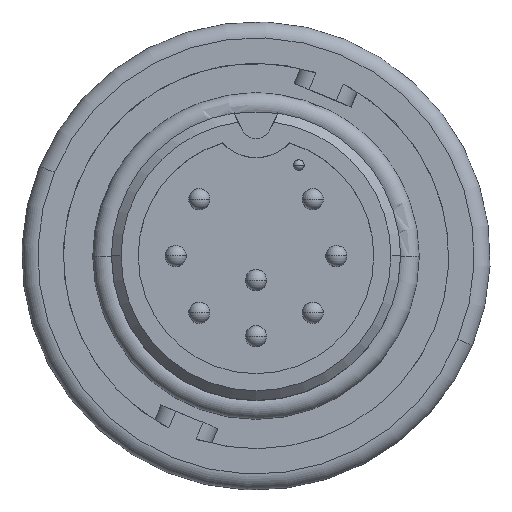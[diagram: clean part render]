
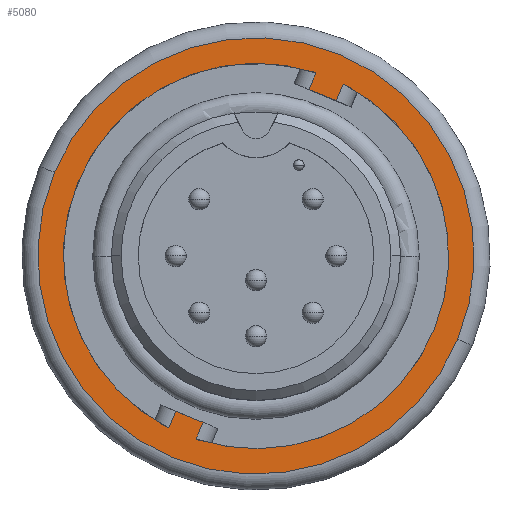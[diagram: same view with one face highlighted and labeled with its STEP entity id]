
A CAD part, top view. The second image highlights one B-rep face of the part: STEP entity #5080.
In plain terms, the highlighted planar face has unit normal (0, 0, 1).
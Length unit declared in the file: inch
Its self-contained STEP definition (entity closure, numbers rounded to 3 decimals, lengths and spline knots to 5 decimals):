
#125 = VERTEX_POINT ( 'NONE', #6165 ) ;
#278 = CARTESIAN_POINT ( 'NONE',  ( 0.1181, 0.35698, -0.09814 ) ) ;
#652 = DIRECTION ( 'NONE',  ( 0.924, -0.383, 0. ) ) ;
#893 = CIRCLE ( 'NONE', #6272, 0.36 ) ;
#1108 = LINE ( 'NONE', #11582, #8158 ) ;
#1235 = LINE ( 'NONE', #7746, #12041 ) ;
#1814 = CARTESIAN_POINT ( 'NONE',  ( 0., 0., -0.09814 ) ) ;
#1878 = VERTEX_POINT ( 'NONE', #7903 ) ;
#1954 = VECTOR ( 'NONE', #8712, 39.37008 ) ;
#2138 = CIRCLE ( 'NONE', #13062, 0.36 ) ;
#2200 = VERTEX_POINT ( 'NONE', #13928 ) ;
#2743 = EDGE_CURVE ( 'NONE', #16320, #14614, #893, .T. ) ;
#3197 = DIRECTION ( 'NONE',  ( 0., 0., 1. ) ) ;
#3321 = ORIENTED_EDGE ( 'NONE', *, *, #16101, .T. ) ;
#3335 = EDGE_CURVE ( 'NONE', #8767, #17438, #1108, .T. ) ;
#3568 = CIRCLE ( 'NONE', #12757, 0.4075 ) ;
#3926 = CARTESIAN_POINT ( 'NONE',  ( 0., 0., -0.09814 ) ) ;
#4663 = PLANE ( 'NONE',  #6725 ) ;
#4819 = VECTOR ( 'NONE', #6640, 39.37008 ) ;
#5080 = ADVANCED_FACE ( 'NONE', ( #14655, #10899 ), #4663, .T. ) ;
#5128 = EDGE_CURVE ( 'NONE', #5194, #8767, #14211, .T. ) ;
#5194 = VERTEX_POINT ( 'NONE', #14878 ) ;
#5322 = DIRECTION ( 'NONE',  ( 0.924, -0.383, 0. ) ) ;
#5610 = ORIENTED_EDGE ( 'NONE', *, *, #12367, .T. ) ;
#5646 = ORIENTED_EDGE ( 'NONE', *, *, #17921, .T. ) ;
#5691 = CARTESIAN_POINT ( 'NONE',  ( -0.14978, -0.28974, -0.09814 ) ) ;
#5931 = DIRECTION ( 'NONE',  ( 0., 0., 1. ) ) ;
#6165 = CARTESIAN_POINT ( 'NONE',  ( -0.09897, -0.31078, -0.09814 ) ) ;
#6228 = DIRECTION ( 'NONE',  ( 0.383, 0.924, 0. ) ) ;
#6272 = AXIS2_PLACEMENT_3D ( 'NONE', #1814, #5931, #11519 ) ;
#6316 = VERTEX_POINT ( 'NONE', #6859 ) ;
#6640 = DIRECTION ( 'NONE',  ( -0.924, 0.383, 0. ) ) ;
#6725 = AXIS2_PLACEMENT_3D ( 'NONE', #13135, #7554, #17359 ) ;
#6859 = CARTESIAN_POINT ( 'NONE',  ( -0.37648, 0.15594, -0.09814 ) ) ;
#7195 = ORIENTED_EDGE ( 'NONE', *, *, #5128, .F. ) ;
#7316 = VECTOR ( 'NONE', #17706, 39.37008 ) ;
#7509 = CARTESIAN_POINT ( 'NONE',  ( 0., 0., -0.09814 ) ) ;
#7554 = DIRECTION ( 'NONE',  ( 0., 0., 1. ) ) ;
#7587 = EDGE_CURVE ( 'NONE', #14614, #13764, #10398, .T. ) ;
#7668 = AXIS2_PLACEMENT_3D ( 'NONE', #17484, #9074, #652 ) ;
#7746 = CARTESIAN_POINT ( 'NONE',  ( -0.1181, -0.35698, -0.09814 ) ) ;
#7903 = CARTESIAN_POINT ( 'NONE',  ( 0.09897, 0.31078, -0.09814 ) ) ;
#7927 = AXIS2_PLACEMENT_3D ( 'NONE', #7509, #17314, #8904 ) ;
#8117 = ORIENTED_EDGE ( 'NONE', *, *, #7587, .F. ) ;
#8158 = VECTOR ( 'NONE', #16187, 39.37008 ) ;
#8187 = ORIENTED_EDGE ( 'NONE', *, *, #14892, .T. ) ;
#8712 = DIRECTION ( 'NONE',  ( -0.383, -0.924, 0. ) ) ;
#8767 = VERTEX_POINT ( 'NONE', #9955 ) ;
#8861 = ORIENTED_EDGE ( 'NONE', *, *, #2743, .F. ) ;
#8904 = DIRECTION ( 'NONE',  ( 0.924, -0.383, 0. ) ) ;
#8986 = CARTESIAN_POINT ( 'NONE',  ( -0.16891, -0.33593, -0.09814 ) ) ;
#9048 = EDGE_CURVE ( 'NONE', #1878, #17438, #17181, .T. ) ;
#9074 = DIRECTION ( 'NONE',  ( 0., 0., 1. ) ) ;
#9517 = CARTESIAN_POINT ( 'NONE',  ( 0.09897, 0.31078, -0.09814 ) ) ;
#9522 = ORIENTED_EDGE ( 'NONE', *, *, #14646, .F. ) ;
#9792 = EDGE_CURVE ( 'NONE', #9971, #6316, #3568, .T. ) ;
#9955 = CARTESIAN_POINT ( 'NONE',  ( 0.16277, 0.3211, -0.09814 ) ) ;
#9971 = VERTEX_POINT ( 'NONE', #10090 ) ;
#10090 = CARTESIAN_POINT ( 'NONE',  ( 0.37648, -0.15594, -0.09814 ) ) ;
#10398 = LINE ( 'NONE', #8986, #14158 ) ;
#10899 = FACE_OUTER_BOUND ( 'NONE', #16614, .T. ) ;
#11519 = DIRECTION ( 'NONE',  ( 0.924, -0.383, 0. ) ) ;
#11582 = CARTESIAN_POINT ( 'NONE',  ( 0.16891, 0.33593, -0.09814 ) ) ;
#11608 = CARTESIAN_POINT ( 'NONE',  ( 0., 0., -0.09814 ) ) ;
#11829 = CARTESIAN_POINT ( 'NONE',  ( 0.14978, 0.28974, -0.09814 ) ) ;
#11851 = LINE ( 'NONE', #16444, #4819 ) ;
#12041 = VECTOR ( 'NONE', #17485, 39.37008 ) ;
#12140 = ORIENTED_EDGE ( 'NONE', *, *, #9048, .T. ) ;
#12367 = EDGE_CURVE ( 'NONE', #16320, #1878, #16885, .T. ) ;
#12757 = AXIS2_PLACEMENT_3D ( 'NONE', #3926, #13756, #5322 ) ;
#13027 = DIRECTION ( 'NONE',  ( 0.924, -0.383, 0. ) ) ;
#13062 = AXIS2_PLACEMENT_3D ( 'NONE', #11608, #3197, #13027 ) ;
#13135 = CARTESIAN_POINT ( 'NONE',  ( 0., 0., -0.09814 ) ) ;
#13756 = DIRECTION ( 'NONE',  ( 0., 0., 1. ) ) ;
#13764 = VERTEX_POINT ( 'NONE', #5691 ) ;
#13928 = CARTESIAN_POINT ( 'NONE',  ( -0.11196, -0.34215, -0.09814 ) ) ;
#14100 = ORIENTED_EDGE ( 'NONE', *, *, #9792, .T. ) ;
#14158 = VECTOR ( 'NONE', #6228, 39.37008 ) ;
#14211 = CIRCLE ( 'NONE', #7668, 0.36 ) ;
#14434 = ORIENTED_EDGE ( 'NONE', *, *, #3335, .F. ) ;
#14614 = VERTEX_POINT ( 'NONE', #15722 ) ;
#14646 = EDGE_CURVE ( 'NONE', #2200, #5194, #2138, .T. ) ;
#14655 = FACE_BOUND ( 'NONE', #15532, .T. ) ;
#14878 = CARTESIAN_POINT ( 'NONE',  ( 0.3326, -0.13777, -0.09814 ) ) ;
#14892 = EDGE_CURVE ( 'NONE', #125, #13764, #11851, .T. ) ;
#15532 = EDGE_LOOP ( 'NONE', ( #9522, #3321, #8187, #8117, #8861, #5610, #12140, #14434, #7195 ) ) ;
#15722 = CARTESIAN_POINT ( 'NONE',  ( -0.16277, -0.3211, -0.09814 ) ) ;
#16101 = EDGE_CURVE ( 'NONE', #2200, #125, #1235, .T. ) ;
#16187 = DIRECTION ( 'NONE',  ( -0.383, -0.924, 0. ) ) ;
#16320 = VERTEX_POINT ( 'NONE', #18012 ) ;
#16444 = CARTESIAN_POINT ( 'NONE',  ( -0.09897, -0.31078, -0.09814 ) ) ;
#16614 = EDGE_LOOP ( 'NONE', ( #14100, #5646 ) ) ;
#16885 = LINE ( 'NONE', #278, #1954 ) ;
#17181 = LINE ( 'NONE', #9517, #7316 ) ;
#17314 = DIRECTION ( 'NONE',  ( 0., 0., 1. ) ) ;
#17359 = DIRECTION ( 'NONE',  ( 0.924, -0.383, 0. ) ) ;
#17438 = VERTEX_POINT ( 'NONE', #11829 ) ;
#17484 = CARTESIAN_POINT ( 'NONE',  ( 0., 0., -0.09814 ) ) ;
#17485 = DIRECTION ( 'NONE',  ( 0.383, 0.924, 0. ) ) ;
#17706 = DIRECTION ( 'NONE',  ( 0.924, -0.383, 0. ) ) ;
#17921 = EDGE_CURVE ( 'NONE', #6316, #9971, #18199, .T. ) ;
#18012 = CARTESIAN_POINT ( 'NONE',  ( 0.11196, 0.34215, -0.09814 ) ) ;
#18199 = CIRCLE ( 'NONE', #7927, 0.4075 ) ;
